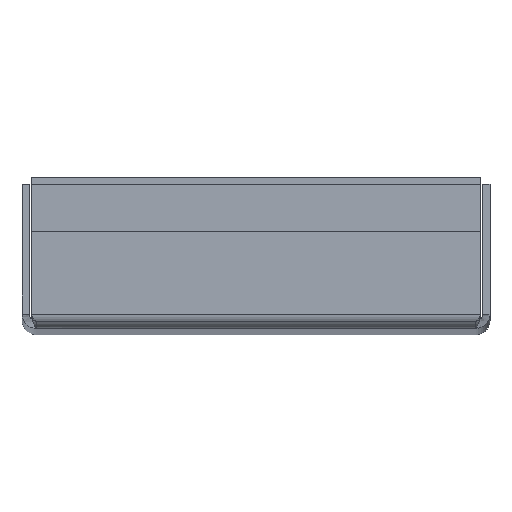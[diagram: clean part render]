
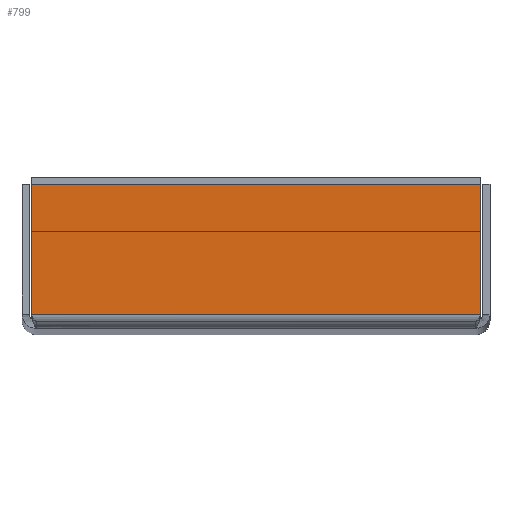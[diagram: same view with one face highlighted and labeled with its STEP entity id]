
A CAD part, top view. The second image highlights one B-rep face of the part: STEP entity #799.
In plain terms, the highlighted planar face has unit normal (0, 0, 1).
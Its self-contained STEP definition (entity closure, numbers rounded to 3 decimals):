
#93=FACE_OUTER_BOUND($,#157,.T.);
#157=EDGE_LOOP($,(#568,#569,#570,#571));
#200=LINE($,#1139,#272);
#206=LINE($,#1168,#278);
#212=LINE($,#1232,#284);
#214=LINE($,#1235,#286);
#272=VECTOR($,#959,49.976);
#278=VECTOR($,#969,14.4);
#284=VECTOR($,#977,14.4);
#286=VECTOR($,#981,49.976);
#352=VERTEX_POINT($,#1137);
#353=VERTEX_POINT($,#1138);
#360=VERTEX_POINT($,#1167);
#363=VERTEX_POINT($,#1231);
#416=EDGE_CURVE($,#352,#353,#200,.T.);
#424=EDGE_CURVE($,#360,#353,#206,.T.);
#432=EDGE_CURVE($,#352,#363,#212,.T.);
#434=EDGE_CURVE($,#363,#360,#214,.T.);
#568=ORIENTED_EDGE($,*,*,#416,.T.);
#569=ORIENTED_EDGE($,*,*,#424,.F.);
#570=ORIENTED_EDGE($,*,*,#434,.F.);
#571=ORIENTED_EDGE($,*,*,#432,.F.);
#706=PLANE($,#866);
#799=ADVANCED_FACE($,(#93),#706,.T.);
#866=AXIS2_PLACEMENT_3D($,#1236,#982,#983);
#959=DIRECTION($,(1.,0.,0.));
#969=DIRECTION($,(0.,-1.,0.));
#977=DIRECTION($,(0.,1.,0.));
#981=DIRECTION($,(1.,0.,0.));
#982=DIRECTION('center_axis',(0.,0.,
1.));
#983=DIRECTION('ref_axis',(0.,1.,0.));
#1137=CARTESIAN_POINT('',(-24.988,-12.2,199.5));
#1138=CARTESIAN_POINT('',(24.988,-12.2,199.5));
#1139=CARTESIAN_POINT($,(0.,-12.2,199.5));
#1167=CARTESIAN_POINT('',(24.988,2.2,199.5));
#1168=CARTESIAN_POINT($,(24.988,-12.2,199.5));
#1231=CARTESIAN_POINT('',(-24.988,2.2,199.5));
#1232=CARTESIAN_POINT($,(-24.988,-12.2,199.5));
#1235=CARTESIAN_POINT($,(-24.988,2.2,199.5));
#1236=CARTESIAN_POINT('Origin',(0.,-5.664,
199.5));
